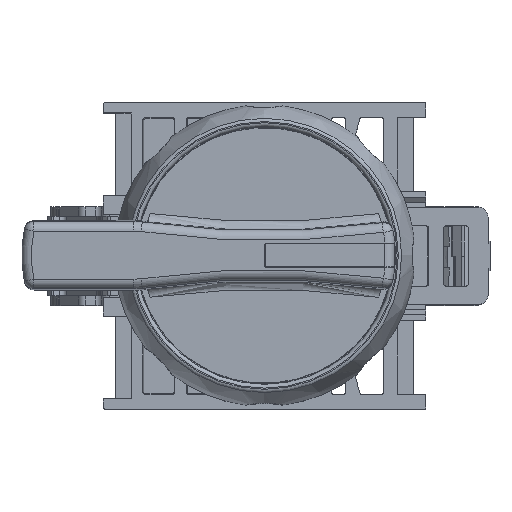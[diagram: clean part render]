
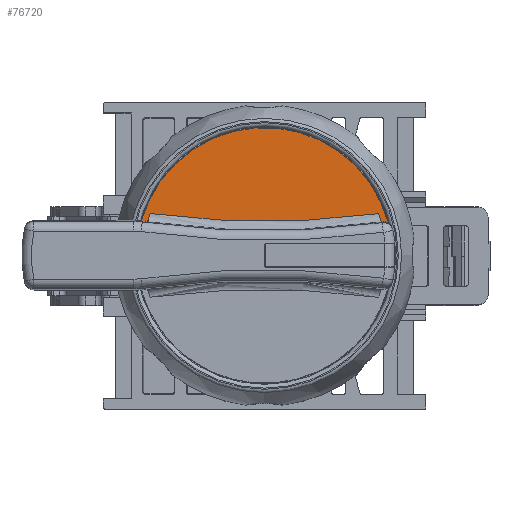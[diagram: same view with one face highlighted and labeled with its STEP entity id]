
A CAD part, top view. The second image highlights one B-rep face of the part: STEP entity #76720.
In plain terms, the highlighted planar face has unit normal (0, 0, 1).
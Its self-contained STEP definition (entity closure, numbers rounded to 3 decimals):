
#1028=B_SPLINE_CURVE_WITH_KNOTS('',3,(#106351,#106352,#106353,#106354),
 .UNSPECIFIED.,.F.,.F.,(4,4),(-0.011,0.),.UNSPECIFIED.);
#1031=B_SPLINE_CURVE_WITH_KNOTS('',3,(#106376,#106377,#106378,#106379,#106380,
#106381,#106382,#106383,#106384,#106385,#106386,#106387,#106388,#106389,
#106390,#106391),.UNSPECIFIED.,.F.,.F.,(4,3,3,3,3,4),(0.,0.013,
0.027,0.039,0.053,0.067),
 .UNSPECIFIED.);
#2624=PLANE('',#80938);
#5355=FACE_OUTER_BOUND('',#9502,.T.);
#9502=EDGE_LOOP('',(#49730,#49731,#49732,#49733,#49734,#49735,#49736,#49737));
#28968=CIRCLE('',#80939,86.5);
#28969=CIRCLE('',#80940,12.5);
#28970=CIRCLE('',#80941,87.378);
#28971=CIRCLE('',#80942,13.15);
#28972=CIRCLE('',#80943,87.378);
#28973=CIRCLE('',#80944,12.5);
#31182=VERTEX_POINT('',#106345);
#31183=VERTEX_POINT('',#106350);
#31185=VERTEX_POINT('',#106368);
#31186=VERTEX_POINT('',#106369);
#31187=VERTEX_POINT('',#106371);
#31188=VERTEX_POINT('',#106373);
#31189=VERTEX_POINT('',#106375);
#31190=VERTEX_POINT('',#106393);
#38432=EDGE_CURVE('',#31182,#31183,#1028,.F.);
#38435=EDGE_CURVE('',#31185,#31186,#28968,.T.);
#38436=EDGE_CURVE('',#31187,#31185,#28969,.T.);
#38437=EDGE_CURVE('',#31187,#31188,#28970,.T.);
#38438=EDGE_CURVE('',#31188,#31189,#1031,.T.);
#38439=EDGE_CURVE('',#31189,#31183,#28971,.T.);
#38440=EDGE_CURVE('',#31182,#31190,#28972,.T.);
#38441=EDGE_CURVE('',#31186,#31190,#28973,.T.);
#49730=ORIENTED_EDGE('',*,*,#38435,.F.);
#49731=ORIENTED_EDGE('',*,*,#38436,.F.);
#49732=ORIENTED_EDGE('',*,*,#38437,.T.);
#49733=ORIENTED_EDGE('',*,*,#38438,.T.);
#49734=ORIENTED_EDGE('',*,*,#38439,.T.);
#49735=ORIENTED_EDGE('',*,*,#38432,.F.);
#49736=ORIENTED_EDGE('',*,*,#38440,.T.);
#49737=ORIENTED_EDGE('',*,*,#38441,.F.);
#76720=ADVANCED_FACE('',(#5355),#2624,.F.);
#80938=AXIS2_PLACEMENT_3D('',#106367,#87001,#87002);
#80939=AXIS2_PLACEMENT_3D('',#106370,#87003,#87004);
#80940=AXIS2_PLACEMENT_3D('',#106372,#87005,#87006);
#80941=AXIS2_PLACEMENT_3D('',#106374,#87007,#87008);
#80942=AXIS2_PLACEMENT_3D('',#106392,#87009,#87010);
#80943=AXIS2_PLACEMENT_3D('',#106394,#87011,#87012);
#80944=AXIS2_PLACEMENT_3D('',#106395,#87013,#87014);
#87001=DIRECTION('center_axis',(0.,0.,
-1.));
#87002=DIRECTION('ref_axis',(0.,1.,0.));
#87003=DIRECTION('center_axis',(0.,0.,
-1.));
#87004=DIRECTION('ref_axis',(-0.001,-1.,0.));
#87005=DIRECTION('center_axis',(0.,0.,
1.));
#87006=DIRECTION('ref_axis',(0.,1.,0.));
#87007=DIRECTION('center_axis',(0.,0.,
1.));
#87008=DIRECTION('ref_axis',(0.149,0.989,0.));
#87009=DIRECTION('center_axis',(0.,0.,
1.));
#87010=DIRECTION('ref_axis',(0.,-1.,0.));
#87011=DIRECTION('center_axis',(0.,0.,
1.));
#87012=DIRECTION('ref_axis',(0.149,0.989,0.));
#87013=DIRECTION('center_axis',(0.,0.,
1.));
#87014=DIRECTION('ref_axis',(0.,1.,0.));
#106345=CARTESIAN_POINT('',(-12.55,3.535,12.675));
#106350=CARTESIAN_POINT('',(-12.662,3.551,12.675));
#106351=CARTESIAN_POINT('Ctrl Pts',(-12.662,3.551,
12.675));
#106352=CARTESIAN_POINT('Ctrl Pts',(-12.624,3.546,
12.675));
#106353=CARTESIAN_POINT('Ctrl Pts',(-12.587,3.541,
12.675));
#106354=CARTESIAN_POINT('Ctrl Pts',(-12.55,3.535,
12.675));
#106367=CARTESIAN_POINT('Origin',(0.,0.,12.675));
#106368=CARTESIAN_POINT('',(11.74,4.293,12.675));
#106369=CARTESIAN_POINT('',(-11.735,4.307,12.675));
#106370=CARTESIAN_POINT('Origin',(0.05,90.,12.675));
#106371=CARTESIAN_POINT('',(12.016,3.445,12.675));
#106372=CARTESIAN_POINT('Origin',(0.,0.,12.675));
#106373=CARTESIAN_POINT('',(12.079,3.454,12.675));
#106374=CARTESIAN_POINT('Origin',(0.05,90.,12.675));
#106375=CARTESIAN_POINT('',(12.722,3.327,12.675));
#106376=CARTESIAN_POINT('Ctrl Pts',(12.079,3.454,12.675));
#106377=CARTESIAN_POINT('Ctrl Pts',(12.122,3.46,12.675));
#106378=CARTESIAN_POINT('Ctrl Pts',(12.166,3.463,12.675));
#106379=CARTESIAN_POINT('Ctrl Pts',(12.209,3.463,12.675));
#106380=CARTESIAN_POINT('Ctrl Pts',(12.254,3.463,12.675));
#106381=CARTESIAN_POINT('Ctrl Pts',(12.298,3.46,12.675));
#106382=CARTESIAN_POINT('Ctrl Pts',(12.343,3.455,12.675));
#106383=CARTESIAN_POINT('Ctrl Pts',(12.384,3.449,12.675));
#106384=CARTESIAN_POINT('Ctrl Pts',(12.425,3.441,12.675));
#106385=CARTESIAN_POINT('Ctrl Pts',(12.465,3.431,12.675));
#106386=CARTESIAN_POINT('Ctrl Pts',(12.51,3.419,12.675));
#106387=CARTESIAN_POINT('Ctrl Pts',(12.554,3.404,12.675));
#106388=CARTESIAN_POINT('Ctrl Pts',(12.597,3.387,12.675));
#106389=CARTESIAN_POINT('Ctrl Pts',(12.64,3.369,12.675));
#106390=CARTESIAN_POINT('Ctrl Pts',(12.682,3.349,12.675));
#106391=CARTESIAN_POINT('Ctrl Pts',(12.722,3.326,12.675));
#106392=CARTESIAN_POINT('Origin',(0.,0.,
12.675));
#106393=CARTESIAN_POINT('',(-12.012,3.459,12.675));
#106394=CARTESIAN_POINT('Origin',(0.05,90.,12.675));
#106395=CARTESIAN_POINT('Origin',(0.,0.,12.675));
